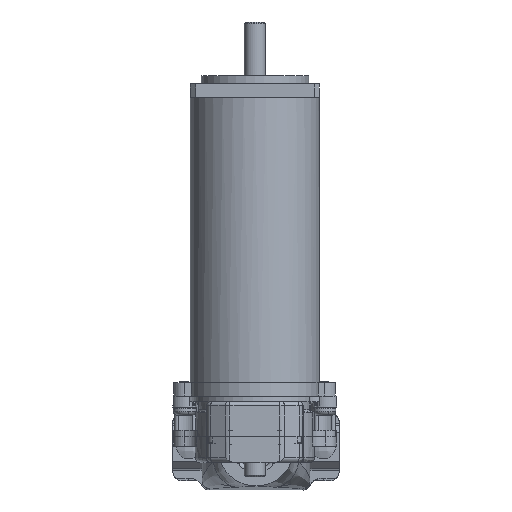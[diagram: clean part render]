
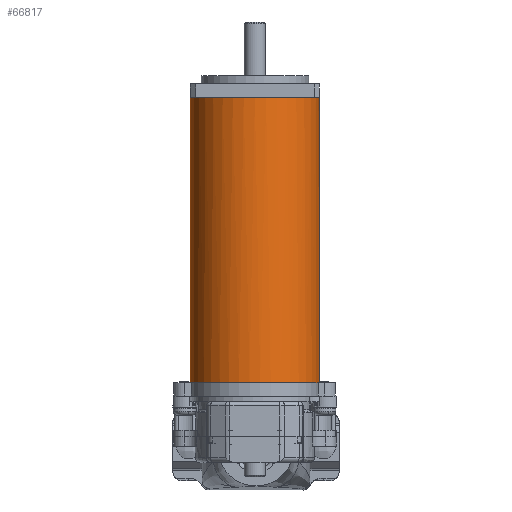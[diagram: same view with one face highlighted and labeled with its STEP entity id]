
A CAD part, front view. The second image highlights one B-rep face of the part: STEP entity #66817.
In plain terms, the highlighted cylindrical face has radius 12 mm (diameter 24 mm), a partial arc.
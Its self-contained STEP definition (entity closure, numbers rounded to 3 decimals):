
#1856 = CARTESIAN_POINT ( 'NONE',  ( 0., 0., -55.5 ) ) ;
#5085 = CARTESIAN_POINT ( 'NONE',  ( 0., 0., -55.5 ) ) ;
#5242 = ORIENTED_EDGE ( 'NONE', *, *, #93862, .F. ) ;
#8231 = DIRECTION ( 'NONE',  ( -1., 0., 0. ) ) ;
#12797 = EDGE_CURVE ( 'NONE', #82158, #77608, #18586, .T. ) ;
#14695 = ORIENTED_EDGE ( 'NONE', *, *, #38927, .F. ) ;
#16672 = DIRECTION ( 'NONE',  ( 0., 0., -1. ) ) ;
#18586 = CIRCLE ( 'NONE', #31233, 12. ) ;
#18842 = DIRECTION ( 'NONE',  ( 0., 0., 1. ) ) ;
#19180 = VERTEX_POINT ( 'NONE', #62248 ) ;
#19398 = FACE_OUTER_BOUND ( 'NONE', #92184, .T. ) ;
#20951 = DIRECTION ( 'NONE',  ( 0., 0., -1. ) ) ;
#22582 = DIRECTION ( 'NONE',  ( 0., 0., -1. ) ) ;
#23590 = ORIENTED_EDGE ( 'NONE', *, *, #12797, .T. ) ;
#29620 = EDGE_CURVE ( 'NONE', #19180, #56560, #94064, .T. ) ;
#31233 = AXIS2_PLACEMENT_3D ( 'NONE', #42971, #53050, #43534 ) ;
#32055 = CARTESIAN_POINT ( 'NONE',  ( 12., 0., -2.5 ) ) ;
#32929 = VECTOR ( 'NONE', #98443, 1000. ) ;
#33602 = CARTESIAN_POINT ( 'NONE',  ( 0., 0., -55.5 ) ) ;
#34394 = CARTESIAN_POINT ( 'NONE',  ( 0., 0., -2.5 ) ) ;
#36649 = CIRCLE ( 'NONE', #101307, 12. ) ;
#37993 = VERTEX_POINT ( 'NONE', #80764 ) ;
#38927 = EDGE_CURVE ( 'NONE', #55560, #37993, #54659, .T. ) ;
#40325 = EDGE_CURVE ( 'NONE', #77608, #41630, #72678, .T. ) ;
#41630 = VERTEX_POINT ( 'NONE', #88409 ) ;
#42971 = CARTESIAN_POINT ( 'NONE',  ( 0., 0., -2.5 ) ) ;
#43534 = DIRECTION ( 'NONE',  ( -1., 0., 0. ) ) ;
#45311 = CYLINDRICAL_SURFACE ( 'NONE', #90215, 12. ) ;
#45602 = ORIENTED_EDGE ( 'NONE', *, *, #101847, .T. ) ;
#45766 = AXIS2_PLACEMENT_3D ( 'NONE', #34394, #77740, #60274 ) ;
#46782 = ORIENTED_EDGE ( 'NONE', *, *, #40325, .T. ) ;
#48704 = ORIENTED_EDGE ( 'NONE', *, *, #68149, .F. ) ;
#49606 = VECTOR ( 'NONE', #87312, 1000. ) ;
#52750 = AXIS2_PLACEMENT_3D ( 'NONE', #5085, #22582, #91265 ) ;
#52866 = CARTESIAN_POINT ( 'NONE',  ( -11.834, -1.992, -55.5 ) ) ;
#53050 = DIRECTION ( 'NONE',  ( 0., 0., -1. ) ) ;
#54659 = CIRCLE ( 'NONE', #97841, 12. ) ;
#55560 = VERTEX_POINT ( 'NONE', #52866 ) ;
#56560 = VERTEX_POINT ( 'NONE', #87807 ) ;
#60274 = DIRECTION ( 'NONE',  ( -1., 0., 0. ) ) ;
#60623 = ORIENTED_EDGE ( 'NONE', *, *, #29620, .F. ) ;
#62248 = CARTESIAN_POINT ( 'NONE',  ( 12., 0., -55.5 ) ) ;
#65200 = LINE ( 'NONE', #82085, #32929 ) ;
#66817 = ADVANCED_FACE ( 'NONE', ( #19398 ), #45311, .T. ) ;
#68149 = EDGE_CURVE ( 'NONE', #56560, #55560, #36649, .T. ) ;
#72678 = CIRCLE ( 'NONE', #45766, 12. ) ;
#77608 = VERTEX_POINT ( 'NONE', #97568 ) ;
#77740 = DIRECTION ( 'NONE',  ( 0., 0., -1. ) ) ;
#78302 = CARTESIAN_POINT ( 'NONE',  ( 12., 0., -55.5 ) ) ;
#80764 = CARTESIAN_POINT ( 'NONE',  ( -12., 0., -55.5 ) ) ;
#82085 = CARTESIAN_POINT ( 'NONE',  ( -12., 0., -55.5 ) ) ;
#82158 = VERTEX_POINT ( 'NONE', #32055 ) ;
#85624 = LINE ( 'NONE', #78302, #49606 ) ;
#87312 = DIRECTION ( 'NONE',  ( 0., 0., 1. ) ) ;
#87807 = CARTESIAN_POINT ( 'NONE',  ( 11.834, -1.992, -55.5 ) ) ;
#88409 = CARTESIAN_POINT ( 'NONE',  ( -12., 0., -2.5 ) ) ;
#90215 = AXIS2_PLACEMENT_3D ( 'NONE', #1856, #18842, #105541 ) ;
#91265 = DIRECTION ( 'NONE',  ( -1., 0., 0. ) ) ;
#92184 = EDGE_LOOP ( 'NONE', ( #5242, #14695, #48704, #60623, #45602, #23590, #46782 ) ) ;
#93862 = EDGE_CURVE ( 'NONE', #37993, #41630, #65200, .T. ) ;
#94064 = CIRCLE ( 'NONE', #52750, 12. ) ;
#96968 = CARTESIAN_POINT ( 'NONE',  ( 0., 0., -55.5 ) ) ;
#97522 = DIRECTION ( 'NONE',  ( -1., 0., 0. ) ) ;
#97568 = CARTESIAN_POINT ( 'NONE',  ( 0., -12., -2.5 ) ) ;
#97841 = AXIS2_PLACEMENT_3D ( 'NONE', #33602, #16672, #8231 ) ;
#98443 = DIRECTION ( 'NONE',  ( 0., 0., 1. ) ) ;
#101307 = AXIS2_PLACEMENT_3D ( 'NONE', #96968, #20951, #97522 ) ;
#101847 = EDGE_CURVE ( 'NONE', #19180, #82158, #85624, .T. ) ;
#105541 = DIRECTION ( 'NONE',  ( 1., 0., 0. ) ) ;
